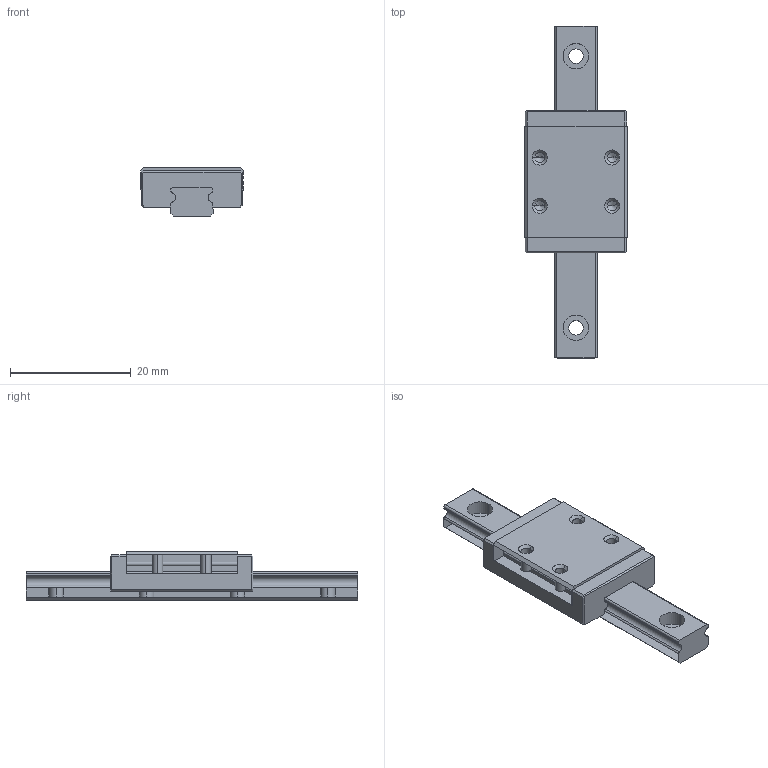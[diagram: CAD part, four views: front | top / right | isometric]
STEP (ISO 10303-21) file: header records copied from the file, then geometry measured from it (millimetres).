
FILE_DESCRIPTION((''),'1');
FILE_NAME(' ',' ',(''),(''),'ACIS Interop R16','Kubotek KeyCreator V6.5.2 (0407)',' ');
FILE_SCHEMA(('CONFIG_CONTROL_DESIGN'));
Length unit declared in the file: millimetre
Products named in the file (2): 1; 2
Bounding box: 17 x 55 x 8 mm (x, y, z)
Surface area: 2911.4 mm2 (no closed solid volume)
Topology: 0 solids, 115 shells, 115 faces, 575 edges, 567 vertices
Faces by surface type: plane 57, cylinder 42, cone 16
Entity records: 5784 total; most frequent: CARTESIAN_POINT 1257, DIRECTION 993, ORIENTED_EDGE 567, EDGE_CURVE 567, VERTEX_POINT 567, LINE 371, VECTOR 371, AXIS2_PLACEMENT_3D 311
